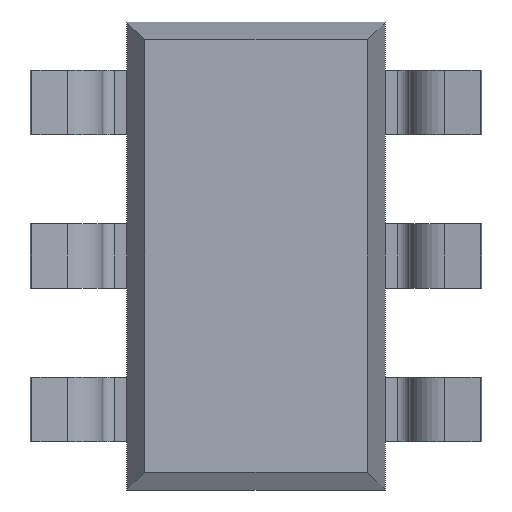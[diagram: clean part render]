
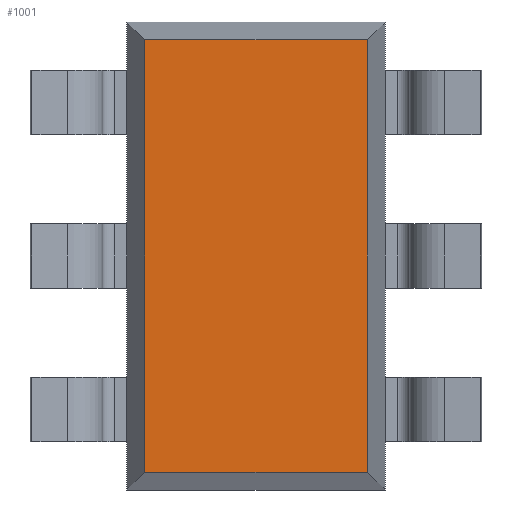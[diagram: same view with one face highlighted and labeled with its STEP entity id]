
A CAD part, front view. The second image highlights one B-rep face of the part: STEP entity #1001.
In plain terms, the highlighted planar face has unit normal (0, -1, 0).
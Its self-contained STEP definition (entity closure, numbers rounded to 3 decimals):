
#131 = AXIS2_PLACEMENT_3D ( 'NONE', #152, #1792, #2827 ) ;
#152 = CARTESIAN_POINT ( 'NONE',  ( 0., 0.1, 0. ) ) ;
#281 = CARTESIAN_POINT ( 'NONE',  ( 0.689, 0.1, -1.339 ) ) ;
#530 = VERTEX_POINT ( 'NONE', #2818 ) ;
#905 = CARTESIAN_POINT ( 'NONE',  ( 0.689, 0.1, 0. ) ) ;
#973 = FACE_OUTER_BOUND ( 'NONE', #2894, .T. ) ;
#997 = ORIENTED_EDGE ( 'NONE', *, *, #2646, .T. ) ;
#1001 = ADVANCED_FACE ( 'NONE', ( #973 ), #1243, .T. ) ;
#1114 = DIRECTION ( 'NONE',  ( 1., 0., 0. ) ) ;
#1193 = DIRECTION ( 'NONE',  ( -1., 0., 0. ) ) ;
#1243 = PLANE ( 'NONE',  #131 ) ;
#1446 = DIRECTION ( 'NONE',  ( 0., 0., 1. ) ) ;
#1496 = VERTEX_POINT ( 'NONE', #2788 ) ;
#1694 = LINE ( 'NONE', #3097, #3219 ) ;
#1792 = DIRECTION ( 'NONE',  ( 0., -1., 0. ) ) ;
#1813 = LINE ( 'NONE', #905, #3128 ) ;
#1879 = CARTESIAN_POINT ( 'NONE',  ( 0., 0.1, -1.339 ) ) ;
#1895 = ORIENTED_EDGE ( 'NONE', *, *, #2421, .T. ) ;
#1945 = LINE ( 'NONE', #1879, #3110 ) ;
#2014 = DIRECTION ( 'NONE',  ( 0., 0., -1. ) ) ;
#2343 = EDGE_CURVE ( 'NONE', #2937, #530, #3330, .T. ) ;
#2421 = EDGE_CURVE ( 'NONE', #530, #1496, #1694, .T. ) ;
#2598 = CARTESIAN_POINT ( 'NONE',  ( 0.689, 0.1, 1.339 ) ) ;
#2646 = EDGE_CURVE ( 'NONE', #3413, #2937, #1813, .T. ) ;
#2694 = VECTOR ( 'NONE', #1193, 1000. ) ;
#2743 = CARTESIAN_POINT ( 'NONE',  ( 0., 0.1, 1.339 ) ) ;
#2779 = ORIENTED_EDGE ( 'NONE', *, *, #3350, .T. ) ;
#2788 = CARTESIAN_POINT ( 'NONE',  ( -0.689, 0.1, -1.339 ) ) ;
#2818 = CARTESIAN_POINT ( 'NONE',  ( -0.689, 0.1, 1.339 ) ) ;
#2827 = DIRECTION ( 'NONE',  ( 0., 0., -1. ) ) ;
#2894 = EDGE_LOOP ( 'NONE', ( #1895, #2779, #997, #3220 ) ) ;
#2937 = VERTEX_POINT ( 'NONE', #2598 ) ;
#3097 = CARTESIAN_POINT ( 'NONE',  ( -0.689, 0.1, 0. ) ) ;
#3110 = VECTOR ( 'NONE', #1114, 1000. ) ;
#3128 = VECTOR ( 'NONE', #1446, 1000. ) ;
#3219 = VECTOR ( 'NONE', #2014, 1000. ) ;
#3220 = ORIENTED_EDGE ( 'NONE', *, *, #2343, .T. ) ;
#3330 = LINE ( 'NONE', #2743, #2694 ) ;
#3350 = EDGE_CURVE ( 'NONE', #1496, #3413, #1945, .T. ) ;
#3413 = VERTEX_POINT ( 'NONE', #281 ) ;
